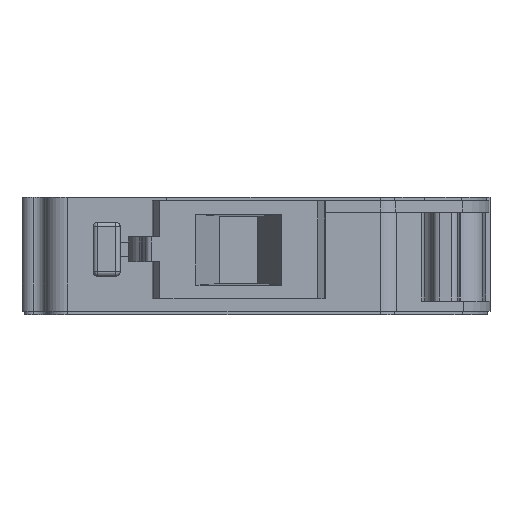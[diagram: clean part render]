
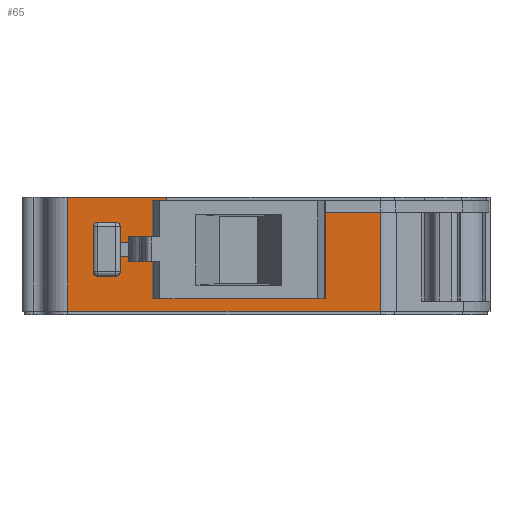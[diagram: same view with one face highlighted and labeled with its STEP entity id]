
A CAD part, front view. The second image highlights one B-rep face of the part: STEP entity #65.
In plain terms, the highlighted planar face has unit normal (0, -1, 0).
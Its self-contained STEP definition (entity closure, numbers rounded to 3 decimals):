
#65 = ADVANCED_FACE ( 'NONE', ( #4644, #1756 ), #7790, .F. ) ;
#243 = DIRECTION ( 'NONE',  ( 0., 0., -1. ) ) ;
#252 = ORIENTED_EDGE ( 'NONE', *, *, #1508, .F. ) ;
#284 = VERTEX_POINT ( 'NONE', #517 ) ;
#322 = CARTESIAN_POINT ( 'NONE',  ( -36.379, 13.714, 13.887 ) ) ;
#491 = VECTOR ( 'NONE', #4161, 1000. ) ;
#517 = CARTESIAN_POINT ( 'NONE',  ( -36.379, 13.714, 9.487 ) ) ;
#605 = VECTOR ( 'NONE', #1143, 1000. ) ;
#618 = EDGE_CURVE ( 'NONE', #6536, #3862, #2217, .T. ) ;
#721 = LINE ( 'NONE', #5585, #491 ) ;
#771 = CARTESIAN_POINT ( 'NONE',  ( -36.379, 13.714, 14.487 ) ) ;
#833 = ORIENTED_EDGE ( 'NONE', *, *, #6324, .F. ) ;
#867 = LINE ( 'NONE', #3308, #5971 ) ;
#878 = VECTOR ( 'NONE', #8581, 1000. ) ;
#916 = EDGE_CURVE ( 'NONE', #3862, #4887, #867, .T. ) ;
#976 = CARTESIAN_POINT ( 'NONE',  ( -48.834, 13.714, 14.487 ) ) ;
#1143 = DIRECTION ( 'NONE',  ( -1., 0., 0. ) ) ;
#1154 = VECTOR ( 'NONE', #243, 1000. ) ;
#1449 = EDGE_CURVE ( 'NONE', #4887, #8261, #3193, .T. ) ;
#1508 = EDGE_CURVE ( 'NONE', #1599, #1923, #8533, .T. ) ;
#1570 = CARTESIAN_POINT ( 'NONE',  ( -36.379, 13.714, 14.487 ) ) ;
#1599 = VERTEX_POINT ( 'NONE', #9993 ) ;
#1738 = CARTESIAN_POINT ( 'NONE',  ( -46.522, 13.714, 10.037 ) ) ;
#1756 = FACE_BOUND ( 'NONE', #7244, .T. ) ;
#1923 = VERTEX_POINT ( 'NONE', #8091 ) ;
#2133 = CARTESIAN_POINT ( 'NONE',  ( -48.234, 13.714, 14.487 ) ) ;
#2217 = LINE ( 'NONE', #8654, #878 ) ;
#2272 = VERTEX_POINT ( 'NONE', #2344 ) ;
#2344 = CARTESIAN_POINT ( 'NONE',  ( -48.834, 13.714, 12.937 ) ) ;
#2446 = VECTOR ( 'NONE', #8238, 1000. ) ;
#2546 = ORIENTED_EDGE ( 'NONE', *, *, #10035, .F. ) ;
#2731 = VERTEX_POINT ( 'NONE', #4871 ) ;
#2755 = CARTESIAN_POINT ( 'NONE',  ( -36.379, 13.714, 10.037 ) ) ;
#2901 = DIRECTION ( 'NONE',  ( 0., 0., 1. ) ) ;
#3082 = DIRECTION ( 'NONE',  ( 0., 0., 1. ) ) ;
#3113 = CARTESIAN_POINT ( 'NONE',  ( -38.822, 13.714, 13.887 ) ) ;
#3119 = LINE ( 'NONE', #8790, #1154 ) ;
#3193 = LINE ( 'NONE', #2755, #2446 ) ;
#3205 = EDGE_CURVE ( 'NONE', #7011, #1599, #9247, .T. ) ;
#3231 = CARTESIAN_POINT ( 'NONE',  ( -50.276, 13.714, 14.537 ) ) ;
#3278 = DIRECTION ( 'NONE',  ( 0., 0., -1. ) ) ;
#3308 = CARTESIAN_POINT ( 'NONE',  ( -46.522, 13.714, 14.487 ) ) ;
#3335 = VERTEX_POINT ( 'NONE', #3113 ) ;
#3459 = ORIENTED_EDGE ( 'NONE', *, *, #9282, .F. ) ;
#3547 = CARTESIAN_POINT ( 'NONE',  ( -36.379, 13.714, 12.937 ) ) ;
#3573 = EDGE_CURVE ( 'NONE', #8261, #3335, #6788, .T. ) ;
#3641 = LINE ( 'NONE', #7719, #6032 ) ;
#3649 = EDGE_LOOP ( 'NONE', ( #6657, #10008, #5074, #2546, #8703, #833, #3459, #9430, #9176, #8315 ) ) ;
#3789 = VECTOR ( 'NONE', #6027, 1000. ) ;
#3795 = CARTESIAN_POINT ( 'NONE',  ( -36.379, 13.714, 11.537 ) ) ;
#3862 = VERTEX_POINT ( 'NONE', #5864 ) ;
#3892 = DIRECTION ( 'NONE',  ( 0., 1., 0. ) ) ;
#4161 = DIRECTION ( 'NONE',  ( 1., 0., 0. ) ) ;
#4198 = EDGE_CURVE ( 'NONE', #2731, #4382, #3641, .T. ) ;
#4338 = ORIENTED_EDGE ( 'NONE', *, *, #8554, .F. ) ;
#4351 = AXIS2_PLACEMENT_3D ( 'NONE', #1570, #3892, #5427 ) ;
#4382 = VERTEX_POINT ( 'NONE', #3231 ) ;
#4385 = VECTOR ( 'NONE', #8520, 1000. ) ;
#4644 = FACE_OUTER_BOUND ( 'NONE', #3649, .T. ) ;
#4871 = CARTESIAN_POINT ( 'NONE',  ( -50.276, 13.714, 9.487 ) ) ;
#4887 = VERTEX_POINT ( 'NONE', #1738 ) ;
#4960 = VECTOR ( 'NONE', #2901, 1000. ) ;
#4978 = EDGE_CURVE ( 'NONE', #7456, #6536, #3119, .T. ) ;
#5074 = ORIENTED_EDGE ( 'NONE', *, *, #4978, .F. ) ;
#5427 = DIRECTION ( 'NONE',  ( -1., 0., 0. ) ) ;
#5461 = ORIENTED_EDGE ( 'NONE', *, *, #3205, .F. ) ;
#5585 = CARTESIAN_POINT ( 'NONE',  ( -36.379, 13.714, 13.887 ) ) ;
#5674 = VECTOR ( 'NONE', #5954, 1000. ) ;
#5676 = CARTESIAN_POINT ( 'NONE',  ( -45.872, 13.714, 14.387 ) ) ;
#5827 = LINE ( 'NONE', #3547, #605 ) ;
#5864 = CARTESIAN_POINT ( 'NONE',  ( -46.522, 13.714, 14.387 ) ) ;
#5954 = DIRECTION ( 'NONE',  ( 1., 0., 0. ) ) ;
#5971 = VECTOR ( 'NONE', #7947, 1000. ) ;
#6023 = VERTEX_POINT ( 'NONE', #322 ) ;
#6027 = DIRECTION ( 'NONE',  ( 0., 0., 1. ) ) ;
#6032 = VECTOR ( 'NONE', #3082, 1000. ) ;
#6145 = ORIENTED_EDGE ( 'NONE', *, *, #8717, .F. ) ;
#6324 = EDGE_CURVE ( 'NONE', #284, #2731, #9072, .T. ) ;
#6440 = VECTOR ( 'NONE', #3278, 1000. ) ;
#6536 = VERTEX_POINT ( 'NONE', #5676 ) ;
#6543 = CARTESIAN_POINT ( 'NONE',  ( -45.872, 13.714, 14.537 ) ) ;
#6657 = ORIENTED_EDGE ( 'NONE', *, *, #916, .F. ) ;
#6759 = CARTESIAN_POINT ( 'NONE',  ( -48.834, 13.714, 11.537 ) ) ;
#6788 = LINE ( 'NONE', #7546, #4960 ) ;
#6970 = VECTOR ( 'NONE', #9353, 1000. ) ;
#7011 = VERTEX_POINT ( 'NONE', #6759 ) ;
#7244 = EDGE_LOOP ( 'NONE', ( #252, #5461, #4338, #6145 ) ) ;
#7456 = VERTEX_POINT ( 'NONE', #6543 ) ;
#7546 = CARTESIAN_POINT ( 'NONE',  ( -38.822, 13.714, 14.487 ) ) ;
#7719 = CARTESIAN_POINT ( 'NONE',  ( -50.276, 13.714, 14.487 ) ) ;
#7737 = CARTESIAN_POINT ( 'NONE',  ( -36.379, 13.714, 9.487 ) ) ;
#7745 = LINE ( 'NONE', #8155, #5674 ) ;
#7790 = PLANE ( 'NONE',  #4351 ) ;
#7947 = DIRECTION ( 'NONE',  ( 0., 0., -1. ) ) ;
#8031 = DIRECTION ( 'NONE',  ( 0., 0., -1. ) ) ;
#8091 = CARTESIAN_POINT ( 'NONE',  ( -48.234, 13.714, 12.937 ) ) ;
#8155 = CARTESIAN_POINT ( 'NONE',  ( -33.229, 13.714, 14.537 ) ) ;
#8238 = DIRECTION ( 'NONE',  ( 1., 0., 0. ) ) ;
#8261 = VERTEX_POINT ( 'NONE', #9128 ) ;
#8315 = ORIENTED_EDGE ( 'NONE', *, *, #1449, .F. ) ;
#8508 = EDGE_CURVE ( 'NONE', #3335, #6023, #721, .T. ) ;
#8520 = DIRECTION ( 'NONE',  ( 1., 0., 0. ) ) ;
#8533 = LINE ( 'NONE', #2133, #3789 ) ;
#8554 = EDGE_CURVE ( 'NONE', #2272, #7011, #8896, .T. ) ;
#8581 = DIRECTION ( 'NONE',  ( -1., 0., 0. ) ) ;
#8651 = VECTOR ( 'NONE', #8031, 1000. ) ;
#8654 = CARTESIAN_POINT ( 'NONE',  ( -36.379, 13.714, 14.387 ) ) ;
#8703 = ORIENTED_EDGE ( 'NONE', *, *, #4198, .F. ) ;
#8717 = EDGE_CURVE ( 'NONE', #1923, #2272, #5827, .T. ) ;
#8790 = CARTESIAN_POINT ( 'NONE',  ( -45.872, 13.714, 9.337 ) ) ;
#8896 = LINE ( 'NONE', #976, #8651 ) ;
#9014 = LINE ( 'NONE', #771, #6440 ) ;
#9072 = LINE ( 'NONE', #7737, #6970 ) ;
#9128 = CARTESIAN_POINT ( 'NONE',  ( -38.822, 13.714, 10.037 ) ) ;
#9176 = ORIENTED_EDGE ( 'NONE', *, *, #3573, .F. ) ;
#9247 = LINE ( 'NONE', #3795, #4385 ) ;
#9282 = EDGE_CURVE ( 'NONE', #6023, #284, #9014, .T. ) ;
#9353 = DIRECTION ( 'NONE',  ( -1., 0., 0. ) ) ;
#9430 = ORIENTED_EDGE ( 'NONE', *, *, #8508, .F. ) ;
#9993 = CARTESIAN_POINT ( 'NONE',  ( -48.234, 13.714, 11.537 ) ) ;
#10008 = ORIENTED_EDGE ( 'NONE', *, *, #618, .F. ) ;
#10035 = EDGE_CURVE ( 'NONE', #4382, #7456, #7745, .T. ) ;
